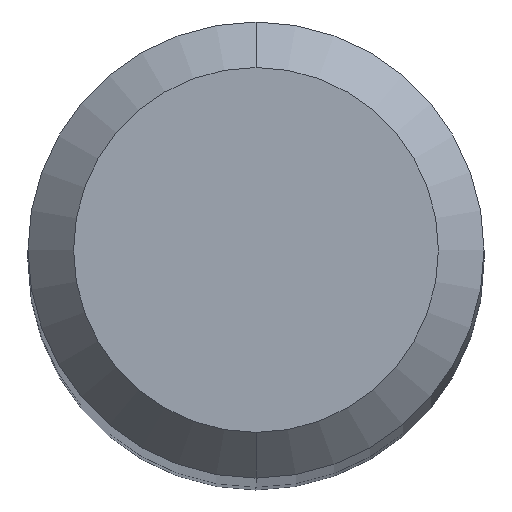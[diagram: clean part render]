
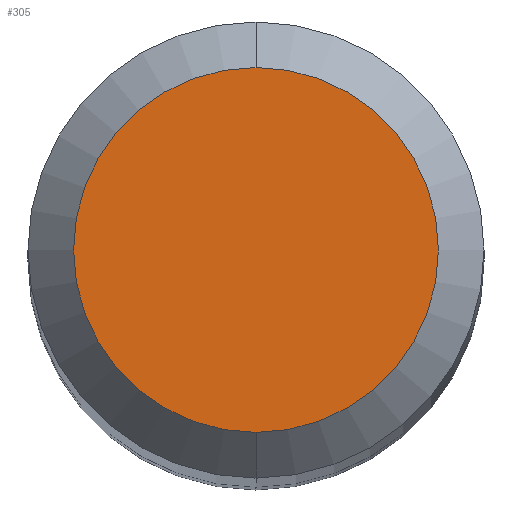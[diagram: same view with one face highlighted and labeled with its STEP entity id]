
A CAD part, top view. The second image highlights one B-rep face of the part: STEP entity #305.
In plain terms, the highlighted planar face has unit normal (0, 0, 1).
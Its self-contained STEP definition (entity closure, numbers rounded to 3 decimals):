
#7 = ORIENTED_EDGE ( 'NONE', *, *, #200, .F. ) ;
#14 = AXIS2_PLACEMENT_3D ( 'NONE', #195, #65, #170 ) ;
#24 = AXIS2_PLACEMENT_3D ( 'NONE', #315, #129, #235 ) ;
#33 = PLANE ( 'NONE',  #24 ) ;
#34 = CARTESIAN_POINT ( 'NONE',  ( 0., 1.2, 46. ) ) ;
#54 = VERTEX_POINT ( 'NONE', #71 ) ;
#65 = DIRECTION ( 'NONE',  ( 0., 0., -1. ) ) ;
#71 = CARTESIAN_POINT ( 'NONE',  ( 0., -1.2, 46. ) ) ;
#89 = DIRECTION ( 'NONE',  ( 0., 0., -1. ) ) ;
#117 = DIRECTION ( 'NONE',  ( 0., 1., 0. ) ) ;
#129 = DIRECTION ( 'NONE',  ( 0., 0., -1. ) ) ;
#134 = FACE_OUTER_BOUND ( 'NONE', #223, .T. ) ;
#160 = CIRCLE ( 'NONE', #14, 1.2 ) ;
#170 = DIRECTION ( 'NONE',  ( 0., 1., 0. ) ) ;
#172 = ORIENTED_EDGE ( 'NONE', *, *, #231, .F. ) ;
#195 = CARTESIAN_POINT ( 'NONE',  ( 0., 0., 46. ) ) ;
#200 = EDGE_CURVE ( 'NONE', #54, #324, #303, .T. ) ;
#222 = AXIS2_PLACEMENT_3D ( 'NONE', #251, #89, #117 ) ;
#223 = EDGE_LOOP ( 'NONE', ( #172, #7 ) ) ;
#231 = EDGE_CURVE ( 'NONE', #324, #54, #160, .T. ) ;
#235 = DIRECTION ( 'NONE',  ( 0., 1., 0. ) ) ;
#251 = CARTESIAN_POINT ( 'NONE',  ( 0., 0., 46. ) ) ;
#303 = CIRCLE ( 'NONE', #222, 1.2 ) ;
#305 = ADVANCED_FACE ( 'NONE', ( #134 ), #33, .F. ) ;
#315 = CARTESIAN_POINT ( 'NONE',  ( 0., 0., 46. ) ) ;
#324 = VERTEX_POINT ( 'NONE', #34 ) ;
